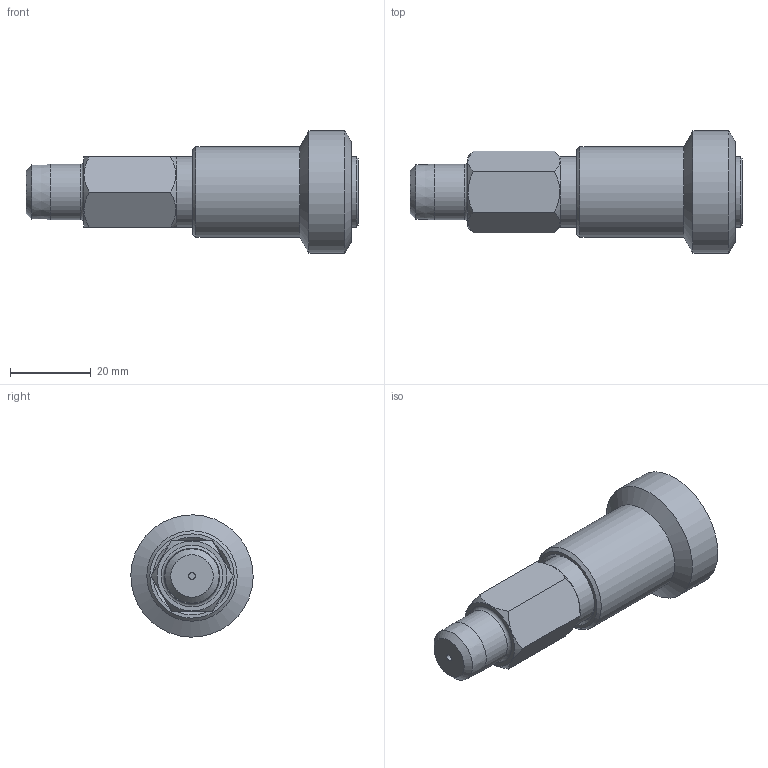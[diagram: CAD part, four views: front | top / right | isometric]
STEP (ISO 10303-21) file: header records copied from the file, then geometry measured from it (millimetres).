
FILE_DESCRIPTION(/* description */ (''),/* implementation_level */ '2;1');
FILE_NAME(/* name */ 'XT05042.stp',/* time_stamp */ '2022-03-07T08:45:32-06:00',/* author */ ('allen.wagenius'),/* organization */ ('FasTest,Inc.'),/* preprocessor_version */ 'ST-DEVELOPER v18.1',/* originating_system */ 'Autodesk Inventor 2021',/* authorisation */ '');
FILE_SCHEMA (('AUTOMOTIVE_DESIGN { 1 0 10303 214 3 1 1 }'));
Length unit declared in the file: inch
Products named in the file (1): XT05042_Shrinkwrap_1
Bounding box: 82.04 x 30.22 x 30.22 mm (x, y, z)
Volume: 26630.1 mm3; surface area: 12811.2 mm2
Topology: 8 solids, 8 shells, 111 faces, 267 edges, 167 vertices
Faces by surface type: cylinder 36, cone 30, plane 27, torus 12, sphere 6
Full cylindrical faces by diameter (mm): 1.524 x1, 1.6 x1, 2.54 x1, 4.013 x1, 4.166 x1, 4.521 x1, 4.902 x6, 5.715 x1, 7.671 x1, 11.201 x1, 13.716 x1, 14.055 x1, 14.58 x1, 16.637 x1, 17.374 x3, 17.678 x4, 17.932 x1, 18.415 x2, 19.253 x1, 19.761 x2, 20.828 x1, 22.352 x1, 30.226 x1
Entity records: 3902 total; most frequent: CARTESIAN_POINT 1208, DIRECTION 524, ORIENTED_EDGE 502, EDGE_CURVE 251, AXIS2_PLACEMENT_3D 231, VERTEX_POINT 165, EDGE_LOOP 141, CIRCLE 119
